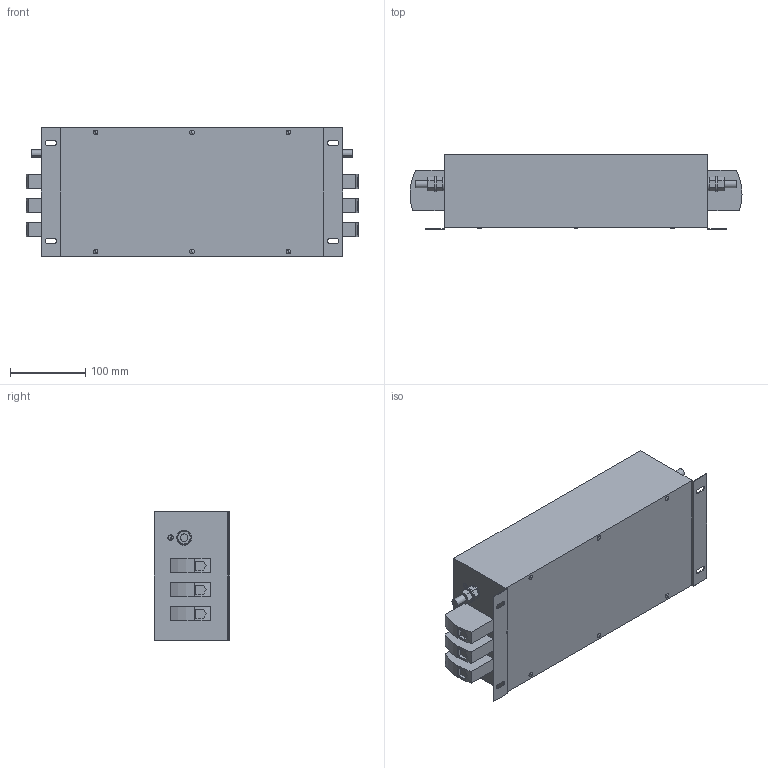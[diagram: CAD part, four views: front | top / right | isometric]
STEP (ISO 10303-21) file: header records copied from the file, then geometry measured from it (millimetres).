
FILE_DESCRIPTION (( 'STEP AP214' ), '1' );
FILE_NAME ('829295.STEP', '2024-08-26T11:49:28', ( '' ), ( '' ), 'SwSTEP 2.0', 'SolidWorks 2022', '' );
FILE_SCHEMA (( 'AUTOMOTIVE_DESIGN' ));
Length unit declared in the file: millimetre
Products named in the file (1): 829295
Bounding box: 440.6 x 100.05 x 170 mm (x, y, z)
Volume: 6052663.6 mm3; surface area: 283715.2 mm2
Topology: 1 solids, 15 shells, 359 faces, 816 edges, 530 vertices
Faces by surface type: plane 243, cylinder 104, sphere 12
Entity records: 10116 total; most frequent: DIRECTION 1816, CARTESIAN_POINT 1742, ORIENTED_EDGE 1632, EDGE_CURVE 816, AXIS2_PLACEMENT_3D 652, VERTEX_POINT 530, LINE 512, VECTOR 512
